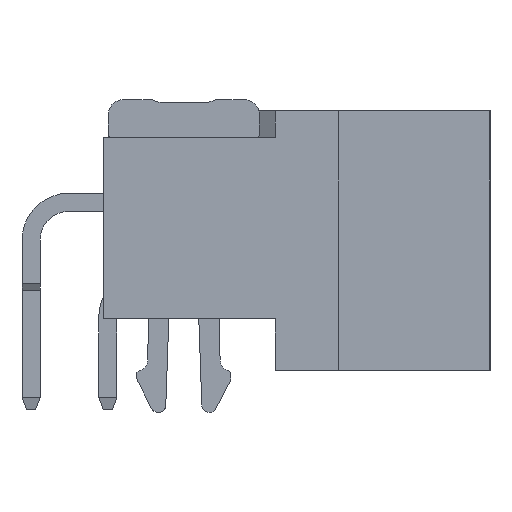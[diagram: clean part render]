
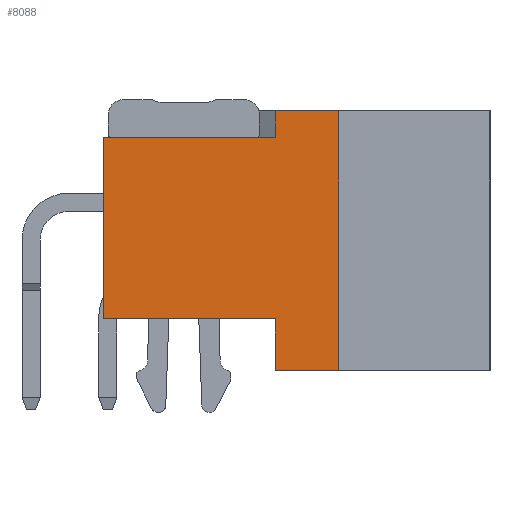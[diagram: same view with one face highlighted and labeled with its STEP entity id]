
A CAD part, left-side view. The second image highlights one B-rep face of the part: STEP entity #8088.
In plain terms, the highlighted planar face has unit normal (-1, 0, 0).
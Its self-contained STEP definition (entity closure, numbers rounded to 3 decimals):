
#1901=CARTESIAN_POINT('',(-19.05,-5.7,-4.3));
#1902=VERTEX_POINT('',#1901);
#1909=CARTESIAN_POINT('',(-19.05,-5.7,-2.58));
#1910=VERTEX_POINT('',#1909);
#1911=CARTESIAN_POINT('',(-19.05,-5.7,-4.3));
#1912=DIRECTION('',(0.,0.,1.));
#1913=VECTOR('',#1912,1.72);
#1914=LINE('',#1911,#1913);
#1915=EDGE_CURVE('',#1902,#1910,#1914,.T.);
#3930=CARTESIAN_POINT('',(-19.05,-5.7,4.3));
#3931=VERTEX_POINT('',#3930);
#3938=CARTESIAN_POINT('',(-19.05,-7.8,4.3));
#3939=VERTEX_POINT('',#3938);
#3940=CARTESIAN_POINT('',(-19.05,-5.7,4.3));
#3941=DIRECTION('',(0.,-1.,0.));
#3942=VECTOR('',#3941,2.1);
#3943=LINE('',#3940,#3942);
#3944=EDGE_CURVE('',#3931,#3939,#3943,.T.);
#4531=CARTESIAN_POINT('',(-19.05,0.,-2.58));
#4532=VERTEX_POINT('',#4531);
#4533=CARTESIAN_POINT('',(-19.05,-5.7,-2.58));
#4534=DIRECTION('',(0.,1.,0.));
#4535=VECTOR('',#4534,5.7);
#4536=LINE('',#4533,#4535);
#4537=EDGE_CURVE('',#1910,#4532,#4536,.T.);
#6015=CARTESIAN_POINT('',(-19.05,-7.8,-4.3));
#6016=VERTEX_POINT('',#6015);
#6023=CARTESIAN_POINT('',(-19.05,-7.8,-4.3));
#6024=DIRECTION('',(0.,1.,0.));
#6025=VECTOR('',#6024,2.1);
#6026=LINE('',#6023,#6025);
#6027=EDGE_CURVE('',#6016,#1902,#6026,.T.);
#7653=CARTESIAN_POINT('',(-19.05,-5.7,3.42));
#7654=VERTEX_POINT('',#7653);
#7655=CARTESIAN_POINT('',(-19.05,-5.7,3.42));
#7656=DIRECTION('',(0.,0.,1.));
#7657=VECTOR('',#7656,0.88);
#7658=LINE('',#7655,#7657);
#7659=EDGE_CURVE('',#7654,#3931,#7658,.T.);
#8046=CARTESIAN_POINT('',(-19.05,0.,3.42));
#8047=VERTEX_POINT('',#8046);
#8048=CARTESIAN_POINT('',(-19.05,0.,-2.58));
#8049=DIRECTION('',(0.,0.,1.));
#8050=VECTOR('',#8049,6.);
#8051=LINE('',#8048,#8050);
#8052=EDGE_CURVE('',#4532,#8047,#8051,.T.);
#8063=CARTESIAN_POINT('',(-19.05,-6.4,0.));
#8064=DIRECTION('',(0.,-1.,0.));
#8065=DIRECTION('',(-1.,0.,0.));
#8066=AXIS2_PLACEMENT_3D('',#8063,#8065,#8064);
#8067=PLANE('',#8066);
#8068=CARTESIAN_POINT('',(-19.05,-7.8,-4.3));
#8069=DIRECTION('',(0.,0.,1.));
#8070=VECTOR('',#8069,8.6);
#8071=LINE('',#8068,#8070);
#8072=EDGE_CURVE('',#6016,#3939,#8071,.T.);
#8073=ORIENTED_EDGE('',*,*,#8072,.T.);
#8074=ORIENTED_EDGE('',*,*,#3944,.F.);
#8075=ORIENTED_EDGE('',*,*,#7659,.F.);
#8076=CARTESIAN_POINT('',(-19.05,-5.7,3.42));
#8077=DIRECTION('',(0.,1.,0.));
#8078=VECTOR('',#8077,5.7);
#8079=LINE('',#8076,#8078);
#8080=EDGE_CURVE('',#7654,#8047,#8079,.T.);
#8081=ORIENTED_EDGE('',*,*,#8080,.T.);
#8082=ORIENTED_EDGE('',*,*,#8052,.F.);
#8083=ORIENTED_EDGE('',*,*,#4537,.F.);
#8084=ORIENTED_EDGE('',*,*,#1915,.F.);
#8085=ORIENTED_EDGE('',*,*,#6027,.F.);
#8086=EDGE_LOOP('',(#8073,#8074,#8075,#8081,#8082,#8083,#8084,#8085));
#8087=FACE_OUTER_BOUND('',#8086,.T.);
#8088=ADVANCED_FACE('',(#8087),#8067,.T.);
